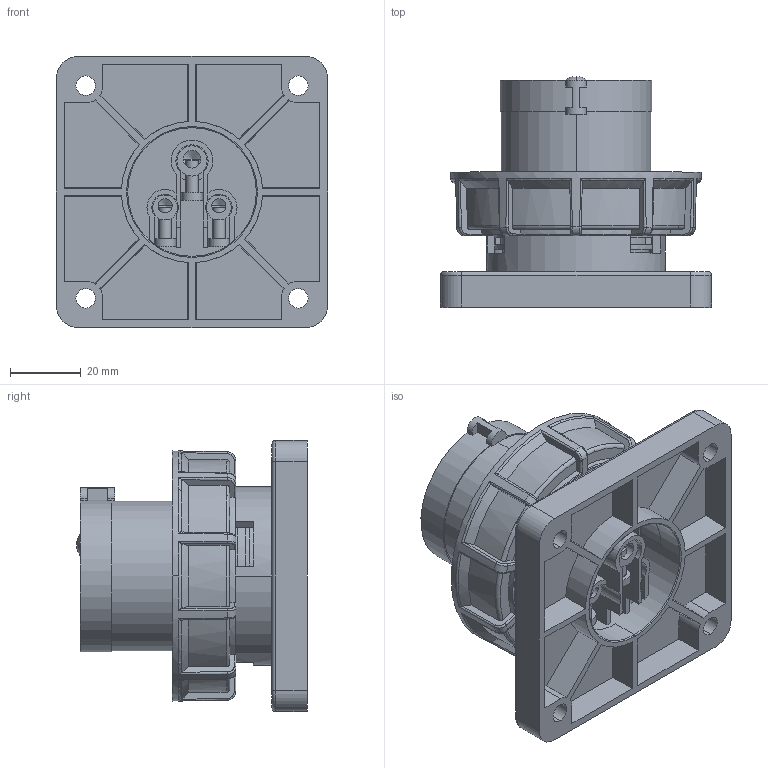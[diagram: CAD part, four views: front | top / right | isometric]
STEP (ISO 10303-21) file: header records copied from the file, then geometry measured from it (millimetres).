
FILE_DESCRIPTION((''),'2;1');
FILE_NAME('RS-5132','2023-03-16T15:08:32',('Administrator'),(''),'CREO PARAMETRIC BY PTC INC, 2021063','CREO PARAMETRIC BY PTC INC, 2021063','');
FILE_SCHEMA(('AUTOMOTIVE_DESIGN { 1 0 10303 214 1 1 1 1 }'));
Length unit declared in the file: millimetre
Products named in the file (1): RS-5132
Bounding box: 76.5 x 65.13 x 76.5 mm (x, y, z)
Surface area: 65396.5 mm2 (no closed solid volume)
Topology: 0 solids, 11 shells, 566 faces, 1460 edges, 937 vertices
Faces by surface type: plane 215, cylinder 179, torus 63, cone 62, bspline 40, sphere 7
Entity records: 21048 total; most frequent: CARTESIAN_POINT 6124, ORIENTED_EDGE 2896, DIRECTION 2763, EDGE_CURVE 1448, COLOUR_RGB 1169, AXIS2_PLACEMENT_3D 1098, VERTEX_POINT 937, EDGE_LOOP 641
